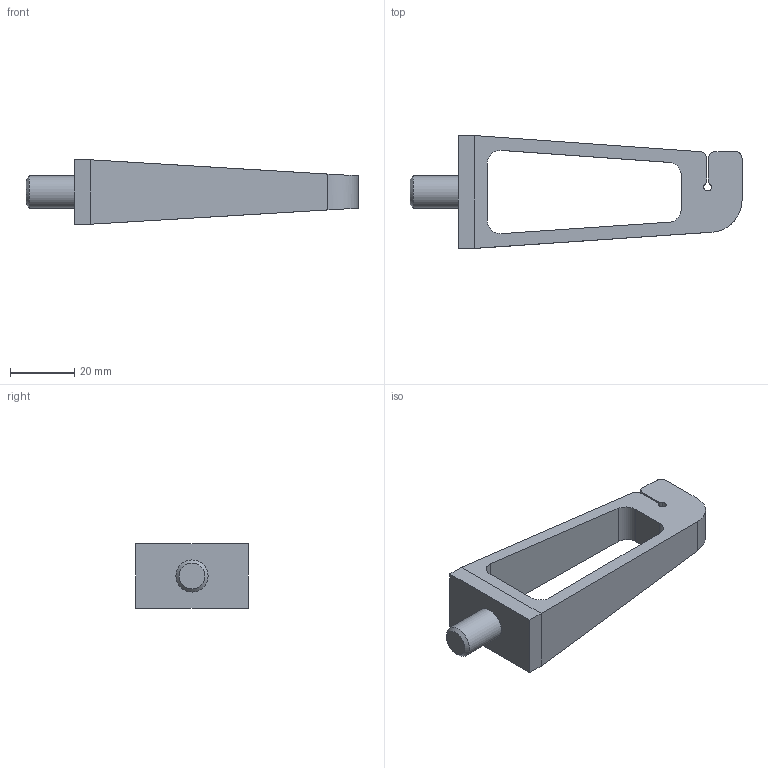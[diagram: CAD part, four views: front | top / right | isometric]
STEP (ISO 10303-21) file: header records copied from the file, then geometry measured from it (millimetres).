
FILE_DESCRIPTION(/* description */ (''),/* implementation_level */ '2;1');
FILE_NAME(/* name */ 'att_nastro_x6.stp',/* time_stamp */ '2013-07-12T10:23:20+02:00',/* author */ (''),/* organization */ (''),/* preprocessor_version */ 'ST-DEVELOPER v14',/* originating_system */ 'SIEMENS PLM Software NX 8.0',/* authorisation */ '');
FILE_SCHEMA (('CONFIG_CONTROL_DESIGN'));
Length unit declared in the file: millimetre
Products named in the file (1): attacco nastro test_copia
Bounding box: 103 x 35 x 20 mm (x, y, z)
Volume: 20157.7 mm3; surface area: 9445.1 mm2
Topology: 1 solids, 1 shells, 32 faces, 82 edges, 53 vertices
Faces by surface type: plane 18, cylinder 13, cone 1
Full cylindrical faces by diameter (mm): 3 x1, 10 x1
Entity records: 1045 total; most frequent: CARTESIAN_POINT 204, ORIENTED_EDGE 164, DIRECTION 147, EDGE_CURVE 82, LINE 55, VECTOR 55, VERTEX_POINT 53, AXIS2_PLACEMENT_3D 46
